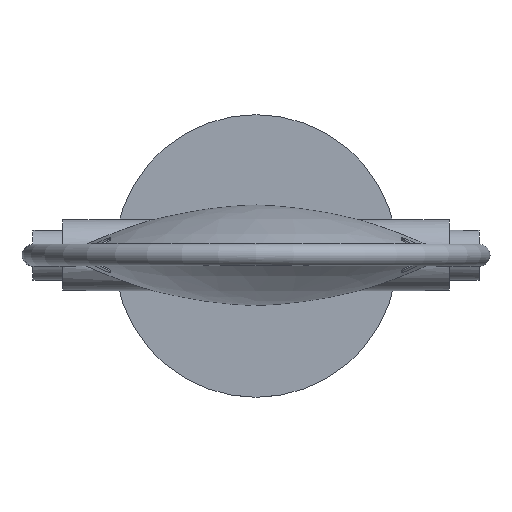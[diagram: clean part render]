
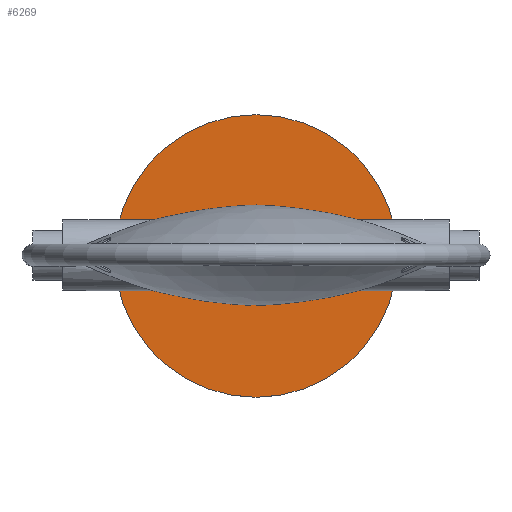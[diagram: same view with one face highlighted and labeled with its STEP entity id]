
A CAD part, top view. The second image highlights one B-rep face of the part: STEP entity #6269.
In plain terms, the highlighted planar face has unit normal (0, 0, 1).
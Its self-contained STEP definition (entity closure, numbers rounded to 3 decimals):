
#363=FACE_BOUND('',#1076,.T.);
#364=FACE_BOUND('',#1077,.T.);
#365=FACE_BOUND('',#1078,.T.);
#416=PLANE('',#6871);
#725=FACE_OUTER_BOUND('',#1075,.T.);
#1075=EDGE_LOOP('',(#4376));
#1076=EDGE_LOOP('',(#4377,#4378));
#1077=EDGE_LOOP('',(#4379,#4380));
#1078=EDGE_LOOP('',(#4381));
#2512=CIRCLE('',#6858,3.75);
#2513=CIRCLE('',#6859,3.75);
#2515=CIRCLE('',#6862,3.75);
#2516=CIRCLE('',#6863,3.75);
#2519=CIRCLE('',#6867,5.25);
#2520=CIRCLE('',#6869,45.);
#2773=VERTEX_POINT('',#9333);
#2774=VERTEX_POINT('',#9334);
#2776=VERTEX_POINT('',#9341);
#2777=VERTEX_POINT('',#9342);
#2780=VERTEX_POINT('',#9351);
#2781=VERTEX_POINT('',#9355);
#3412=EDGE_CURVE('',#2773,#2774,#2512,.T.);
#3413=EDGE_CURVE('',#2774,#2773,#2513,.T.);
#3416=EDGE_CURVE('',#2776,#2777,#2515,.T.);
#3417=EDGE_CURVE('',#2777,#2776,#2516,.T.);
#3422=EDGE_CURVE('',#2780,#2780,#2519,.T.);
#3423=EDGE_CURVE('',#2781,#2781,#2520,.T.);
#4376=ORIENTED_EDGE('',*,*,#3423,.F.);
#4377=ORIENTED_EDGE('',*,*,#3412,.T.);
#4378=ORIENTED_EDGE('',*,*,#3413,.T.);
#4379=ORIENTED_EDGE('',*,*,#3416,.T.);
#4380=ORIENTED_EDGE('',*,*,#3417,.T.);
#4381=ORIENTED_EDGE('',*,*,#3422,.T.);
#6269=ADVANCED_FACE('',(#725,#363,#364,#365),#416,.F.);
#6858=AXIS2_PLACEMENT_3D('',#9335,#7513,#7514);
#6859=AXIS2_PLACEMENT_3D('',#9336,#7515,#7516);
#6862=AXIS2_PLACEMENT_3D('',#9343,#7522,#7523);
#6863=AXIS2_PLACEMENT_3D('',#9344,#7524,#7525);
#6867=AXIS2_PLACEMENT_3D('',#9353,#7534,#7535);
#6869=AXIS2_PLACEMENT_3D('',#9356,#7538,#7539);
#6871=AXIS2_PLACEMENT_3D('',#9360,#7543,#7544);
#7513=DIRECTION('center_axis',(0.,0.,-1.));
#7514=DIRECTION('ref_axis',(1.,0.,0.));
#7515=DIRECTION('center_axis',(0.,0.,-1.));
#7516=DIRECTION('ref_axis',(1.,0.,0.));
#7522=DIRECTION('center_axis',(0.,0.,-1.));
#7523=DIRECTION('ref_axis',(1.,0.,0.));
#7524=DIRECTION('center_axis',(0.,0.,-1.));
#7525=DIRECTION('ref_axis',(1.,0.,0.));
#7534=DIRECTION('center_axis',(0.,0.,-1.));
#7535=DIRECTION('ref_axis',(-1.,0.,0.));
#7538=DIRECTION('center_axis',(0.,0.,-1.));
#7539=DIRECTION('ref_axis',(-1.,0.,0.));
#7543=DIRECTION('center_axis',(0.,0.,-1.));
#7544=DIRECTION('ref_axis',(-1.,0.,0.));
#9333=CARTESIAN_POINT('',(21.75,0.,2.));
#9334=CARTESIAN_POINT('',(14.25,0.,2.));
#9335=CARTESIAN_POINT('Origin',(18.,0.,2.));
#9336=CARTESIAN_POINT('Origin',(18.,0.,2.));
#9341=CARTESIAN_POINT('',(-14.25,0.,2.));
#9342=CARTESIAN_POINT('',(-21.75,0.,2.));
#9343=CARTESIAN_POINT('Origin',(-18.,0.,2.));
#9344=CARTESIAN_POINT('Origin',(-18.,0.,2.));
#9351=CARTESIAN_POINT('',(5.25,0.,2.));
#9353=CARTESIAN_POINT('Origin',(0.,0.,2.));
#9355=CARTESIAN_POINT('',(45.,0.,2.));
#9356=CARTESIAN_POINT('Origin',(0.,0.,2.));
#9360=CARTESIAN_POINT('Origin',(0.,0.,2.));
